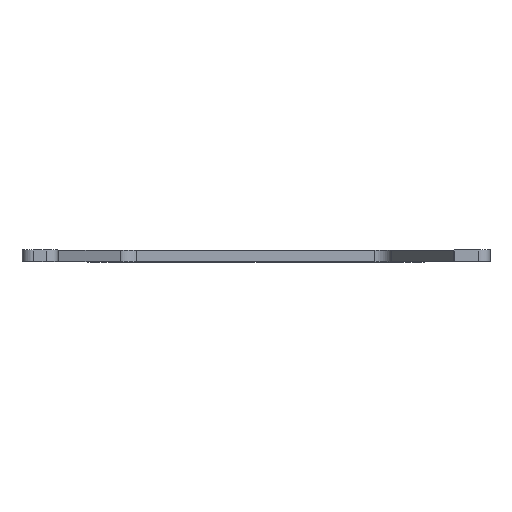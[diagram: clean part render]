
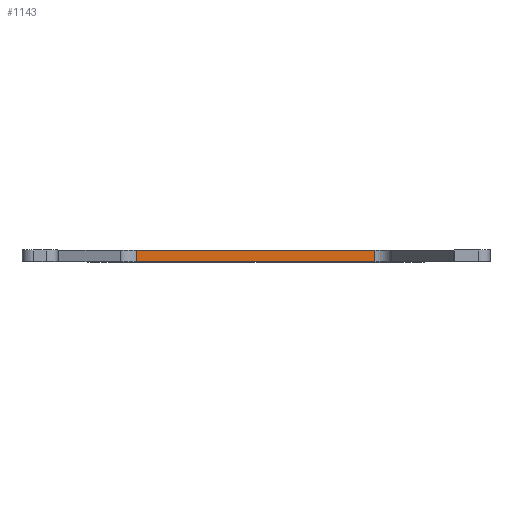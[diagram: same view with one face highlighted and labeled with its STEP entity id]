
A CAD part, top view. The second image highlights one B-rep face of the part: STEP entity #1143.
In plain terms, the highlighted planar face has unit normal (0, 0, 1).
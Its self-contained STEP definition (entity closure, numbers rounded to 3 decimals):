
#962=FACE_OUTER_BOUND('',#1603,.T.);
#1143=ADVANCED_FACE('',(#962),#1286,.T.);
#1286=PLANE('',#4088);
#1603=EDGE_LOOP('',(#1937,#1938,#1939,#1940));
#1937=ORIENTED_EDGE('',*,*,#2862,.T.);
#1938=ORIENTED_EDGE('',*,*,#2979,.F.);
#1939=ORIENTED_EDGE('',*,*,#2940,.T.);
#1940=ORIENTED_EDGE('',*,*,#2980,.F.);
#2589=VERTEX_POINT('',#5103);
#2591=VERTEX_POINT('',#5106);
#2668=VERTEX_POINT('',#5356);
#2669=VERTEX_POINT('',#5357);
#2862=EDGE_CURVE('',#2591,#2589,#3253,.T.);
#2940=EDGE_CURVE('',#2668,#2669,#3289,.T.);
#2979=EDGE_CURVE('',#2668,#2589,#3312,.T.);
#2980=EDGE_CURVE('',#2591,#2669,#3313,.T.);
#3253=LINE('',#5105,#3570);
#3289=LINE('',#5355,#3606);
#3312=LINE('',#5434,#3629);
#3313=LINE('',#5435,#3630);
#3570=VECTOR('',#4293,1.);
#3606=VECTOR('',#4429,1.);
#3629=VECTOR('',#4486,1.);
#3630=VECTOR('',#4487,1.);
#4088=AXIS2_PLACEMENT_3D('',#5436,#4488,#4489);
#4293=DIRECTION('',(1.,0.,0.));
#4429=DIRECTION('',(-1.,0.,0.));
#4486=DIRECTION('',(0.,-1.,0.));
#4487=DIRECTION('',(0.,1.,0.));
#4488=DIRECTION('',(0.,0.,1.));
#4489=DIRECTION('',(1.,0.,0.));
#5103=CARTESIAN_POINT('',(20.834,-2.,-46.9));
#5105=CARTESIAN_POINT('',(-20.903,-2.,-46.9));
#5106=CARTESIAN_POINT('',(-20.903,-2.,-46.9));
#5355=CARTESIAN_POINT('',(20.834,0.,-46.9));
#5356=CARTESIAN_POINT('',(20.834,0.,-46.9));
#5357=CARTESIAN_POINT('',(-20.903,0.,-46.9));
#5434=CARTESIAN_POINT('',(20.834,0.,-46.9));
#5435=CARTESIAN_POINT('',(-20.903,-2.,-46.9));
#5436=CARTESIAN_POINT('',(-20.903,-2.,-46.9));
